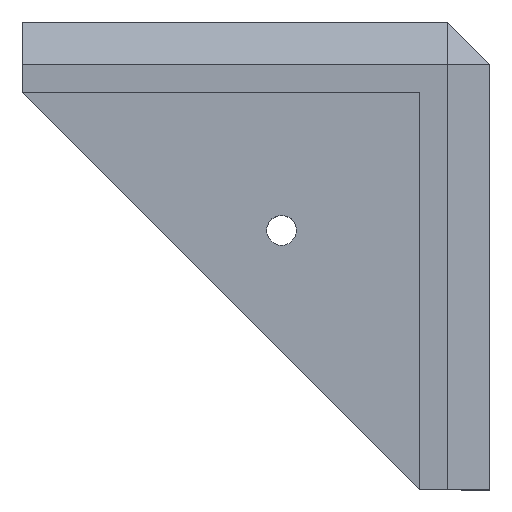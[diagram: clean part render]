
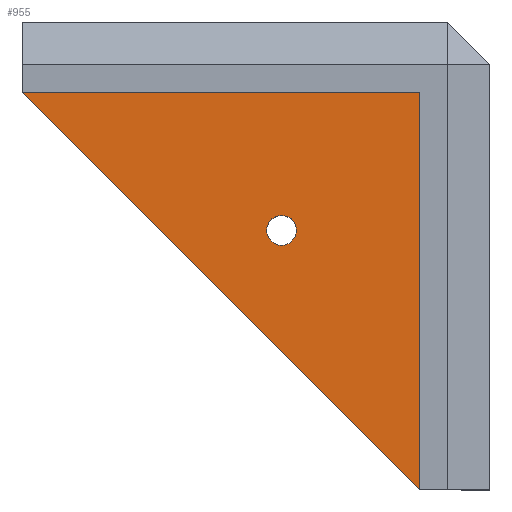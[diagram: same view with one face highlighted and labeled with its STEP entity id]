
A CAD part, top view. The second image highlights one B-rep face of the part: STEP entity #955.
In plain terms, the highlighted planar face has unit normal (0, 0, 1).
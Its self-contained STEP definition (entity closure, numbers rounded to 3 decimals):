
#28=FACE_BOUND('',#144,.T.);
#43=CIRCLE('',#1027,2.1);
#85=FACE_OUTER_BOUND('',#143,.T.);
#143=EDGE_LOOP('',(#808,#809,#810));
#144=EDGE_LOOP('',(#811));
#193=LINE('',#1394,#308);
#256=LINE('',#1534,#371);
#257=LINE('',#1535,#372);
#308=VECTOR('',#1129,10.);
#371=VECTOR('',#1258,10.);
#372=VECTOR('',#1259,10.);
#420=VERTEX_POINT('',#1391);
#421=VERTEX_POINT('',#1393);
#457=VERTEX_POINT('',#1502);
#465=VERTEX_POINT('',#1533);
#516=EDGE_CURVE('',#420,#421,#193,.T.);
#571=EDGE_CURVE('',#457,#457,#43,.T.);
#586=EDGE_CURVE('',#465,#420,#256,.T.);
#587=EDGE_CURVE('',#421,#465,#257,.T.);
#808=ORIENTED_EDGE('',*,*,#516,.F.);
#809=ORIENTED_EDGE('',*,*,#586,.F.);
#810=ORIENTED_EDGE('',*,*,#587,.F.);
#811=ORIENTED_EDGE('',*,*,#571,.F.);
#904=PLANE('',#1036);
#955=ADVANCED_FACE('',(#85,#28),#904,.F.);
#1027=AXIS2_PLACEMENT_3D('',#1503,#1225,#1226);
#1036=AXIS2_PLACEMENT_3D('',#1532,#1256,#1257);
#1129=DIRECTION('',(-0.707,0.707,0.));
#1225=DIRECTION('center_axis',(0.,0.,1.));
#1226=DIRECTION('ref_axis',(0.,1.,0.));
#1256=DIRECTION('center_axis',(0.,0.,-1.));
#1257=DIRECTION('ref_axis',(-1.,0.,0.));
#1258=DIRECTION('',(0.,-1.,0.));
#1259=DIRECTION('',(1.,0.,0.));
#1391=CARTESIAN_POINT('',(62.,14.,76.));
#1393=CARTESIAN_POINT('',(6.,70.,76.));
#1394=CARTESIAN_POINT('',(34.,42.,76.));
#1502=CARTESIAN_POINT('',(42.606,48.506,76.));
#1503=CARTESIAN_POINT('Origin',(42.606,50.606,76.));
#1532=CARTESIAN_POINT('Origin',(32.,40.,76.));
#1533=CARTESIAN_POINT('',(62.,70.,76.));
#1534=CARTESIAN_POINT('',(62.,10.,76.));
#1535=CARTESIAN_POINT('',(62.,70.,76.));
